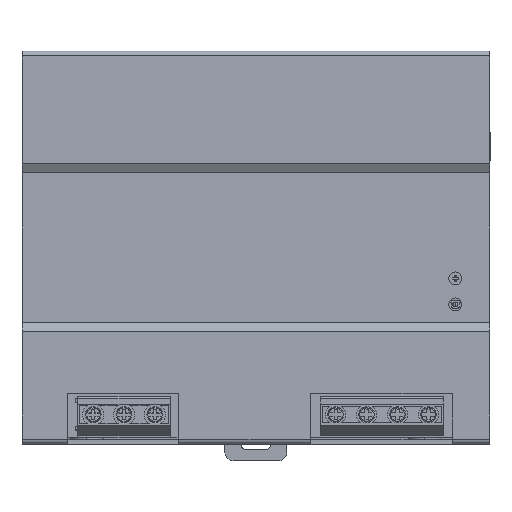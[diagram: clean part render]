
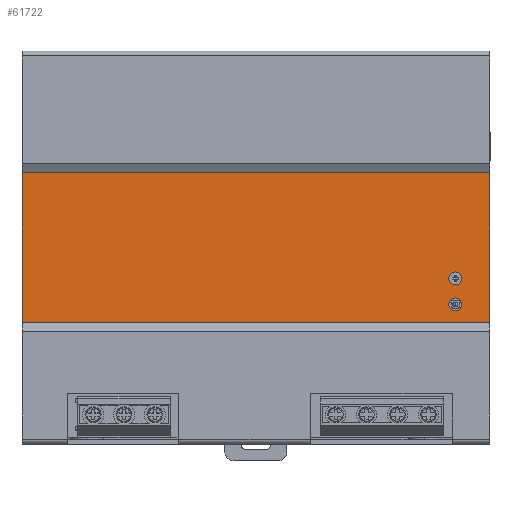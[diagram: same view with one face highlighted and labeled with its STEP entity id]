
A CAD part, top view. The second image highlights one B-rep face of the part: STEP entity #61722.
In plain terms, the highlighted face is planar.
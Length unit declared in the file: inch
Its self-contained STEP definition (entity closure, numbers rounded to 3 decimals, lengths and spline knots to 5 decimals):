
#484 = EDGE_CURVE ( 'NONE', #72892, #116104, #70327, .T. ) ;
#499 = CARTESIAN_POINT ( 'NONE',  ( 0.00394, -2.83465, 0.90793 ) ) ;
#1787 = CARTESIAN_POINT ( 'NONE',  ( 0.00394, -2.83465, -0.90793 ) ) ;
#6023 = CARTESIAN_POINT ( 'NONE',  ( 0.00394, -2.49626, -0.68898 ) ) ;
#6031 = DIRECTION ( 'NONE',  ( -1., 0., 0. ) ) ;
#7870 = EDGE_CURVE ( 'NONE', #63869, #116175, #72947, .T. ) ;
#8545 = VECTOR ( 'NONE', #69614, 39.37008 ) ;
#8862 = FACE_BOUND ( 'NONE', #24243, .T. ) ;
#13709 = ORIENTED_EDGE ( 'NONE', *, *, #84617, .T. ) ;
#20184 = EDGE_LOOP ( 'NONE', ( #89100, #64406 ) ) ;
#22394 = CARTESIAN_POINT ( 'NONE',  ( 0.00394, -3.14961, -0.90793 ) ) ;
#24243 = EDGE_LOOP ( 'NONE', ( #62944, #116205 ) ) ;
#32036 = LINE ( 'NONE', #499, #8545 ) ;
#35455 = FACE_BOUND ( 'NONE', #20184, .T. ) ;
#37721 = VERTEX_POINT ( 'NONE', #65104 ) ;
#38460 = LINE ( 'NONE', #1787, #61313 ) ;
#39736 = LINE ( 'NONE', #42367, #113982 ) ;
#40246 = VERTEX_POINT ( 'NONE', #65806 ) ;
#40643 = DIRECTION ( 'NONE',  ( 0., -1., 0. ) ) ;
#41829 = CARTESIAN_POINT ( 'NONE',  ( 0.00394, 2.83465, -0.90793 ) ) ;
#42367 = CARTESIAN_POINT ( 'NONE',  ( 0.00394, -2.83465, -0.90793 ) ) ;
#42649 = CARTESIAN_POINT ( 'NONE',  ( 0.00394, -2.49626, -0.37402 ) ) ;
#42766 = VECTOR ( 'NONE', #68487, 39.37008 ) ;
#51226 = DIRECTION ( 'NONE',  ( 1., 0., 0. ) ) ;
#52773 = CARTESIAN_POINT ( 'NONE',  ( 0.00394, -2.33878, -0.68898 ) ) ;
#53993 = ORIENTED_EDGE ( 'NONE', *, *, #65379, .F. ) ;
#55948 = CARTESIAN_POINT ( 'NONE',  ( 0.00394, -2.41752, -0.37402 ) ) ;
#61313 = VECTOR ( 'NONE', #80190, 39.37008 ) ;
#61722 = ADVANCED_FACE ( 'NONE', ( #87146, #35455, #8862 ), #90705, .F. ) ;
#62341 = VERTEX_POINT ( 'NONE', #79834 ) ;
#62944 = ORIENTED_EDGE ( 'NONE', *, *, #83691, .F. ) ;
#63869 = VERTEX_POINT ( 'NONE', #42649 ) ;
#64406 = ORIENTED_EDGE ( 'NONE', *, *, #7870, .F. ) ;
#65104 = CARTESIAN_POINT ( 'NONE',  ( 0.00394, 2.83465, 0.90793 ) ) ;
#65210 = CARTESIAN_POINT ( 'NONE',  ( 0.00394, -2.41752, -0.68898 ) ) ;
#65379 = EDGE_CURVE ( 'NONE', #110685, #37721, #88240, .T. ) ;
#65692 = DIRECTION ( 'NONE',  ( 0., -1., 0. ) ) ;
#65806 = CARTESIAN_POINT ( 'NONE',  ( 0.00394, -2.83465, 0.90793 ) ) ;
#68487 = DIRECTION ( 'NONE',  ( 0., 0., 1. ) ) ;
#69134 = CARTESIAN_POINT ( 'NONE',  ( 0.00394, 2.83465, -0.90793 ) ) ;
#69614 = DIRECTION ( 'NONE',  ( 0., 1., 0. ) ) ;
#70327 = CIRCLE ( 'NONE', #118288, 0.07874 ) ;
#71675 = DIRECTION ( 'NONE',  ( 0., 1., 0. ) ) ;
#72892 = VERTEX_POINT ( 'NONE', #52773 ) ;
#72947 = CIRCLE ( 'NONE', #122791, 0.07874 ) ;
#74940 = DIRECTION ( 'NONE',  ( 0., -1., 0. ) ) ;
#75936 = AXIS2_PLACEMENT_3D ( 'NONE', #22394, #51226, #126690 ) ;
#76924 = CARTESIAN_POINT ( 'NONE',  ( 0.00394, -2.41752, -0.68898 ) ) ;
#79683 = AXIS2_PLACEMENT_3D ( 'NONE', #55948, #123428, #65692 ) ;
#79834 = CARTESIAN_POINT ( 'NONE',  ( 0.00394, -2.83465, -0.90793 ) ) ;
#80190 = DIRECTION ( 'NONE',  ( 0., 0., 1. ) ) ;
#81804 = EDGE_CURVE ( 'NONE', #62341, #40246, #38460, .T. ) ;
#83667 = CIRCLE ( 'NONE', #79683, 0.07874 ) ;
#83691 = EDGE_CURVE ( 'NONE', #116104, #72892, #103643, .T. ) ;
#84617 = EDGE_CURVE ( 'NONE', #40246, #37721, #32036, .T. ) ;
#84809 = EDGE_CURVE ( 'NONE', #62341, #110685, #39736, .T. ) ;
#84986 = EDGE_CURVE ( 'NONE', #116175, #63869, #83667, .T. ) ;
#87146 = FACE_OUTER_BOUND ( 'NONE', #98878, .T. ) ;
#88240 = LINE ( 'NONE', #69134, #42766 ) ;
#89100 = ORIENTED_EDGE ( 'NONE', *, *, #84986, .F. ) ;
#90705 = PLANE ( 'NONE',  #75936 ) ;
#98878 = EDGE_LOOP ( 'NONE', ( #13709, #53993, #117979, #111057 ) ) ;
#103643 = CIRCLE ( 'NONE', #123934, 0.07874 ) ;
#104895 = CARTESIAN_POINT ( 'NONE',  ( 0.00394, -2.33878, -0.37402 ) ) ;
#110685 = VERTEX_POINT ( 'NONE', #41829 ) ;
#111057 = ORIENTED_EDGE ( 'NONE', *, *, #81804, .T. ) ;
#113982 = VECTOR ( 'NONE', #71675, 39.37008 ) ;
#115918 = DIRECTION ( 'NONE',  ( -1., 0., 0. ) ) ;
#116104 = VERTEX_POINT ( 'NONE', #6023 ) ;
#116175 = VERTEX_POINT ( 'NONE', #104895 ) ;
#116205 = ORIENTED_EDGE ( 'NONE', *, *, #484, .F. ) ;
#117267 = DIRECTION ( 'NONE',  ( 0., -1., 0. ) ) ;
#117826 = CARTESIAN_POINT ( 'NONE',  ( 0.00394, -2.41752, -0.37402 ) ) ;
#117979 = ORIENTED_EDGE ( 'NONE', *, *, #84809, .F. ) ;
#118288 = AXIS2_PLACEMENT_3D ( 'NONE', #76924, #120698, #40643 ) ;
#120698 = DIRECTION ( 'NONE',  ( -1., 0., 0. ) ) ;
#122791 = AXIS2_PLACEMENT_3D ( 'NONE', #117826, #115918, #117267 ) ;
#123428 = DIRECTION ( 'NONE',  ( -1., 0., 0. ) ) ;
#123934 = AXIS2_PLACEMENT_3D ( 'NONE', #65210, #6031, #74940 ) ;
#126690 = DIRECTION ( 'NONE',  ( 0., 0., 1. ) ) ;
